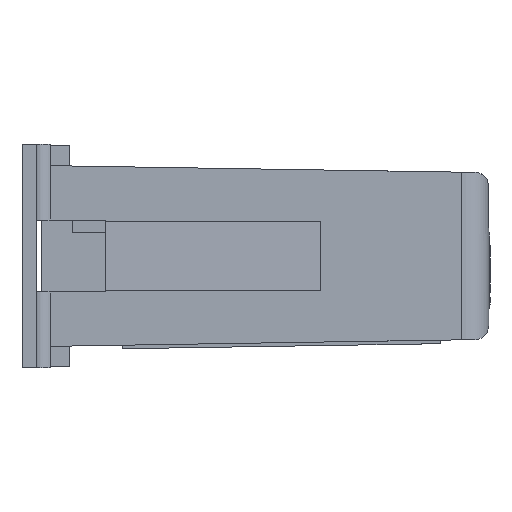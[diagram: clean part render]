
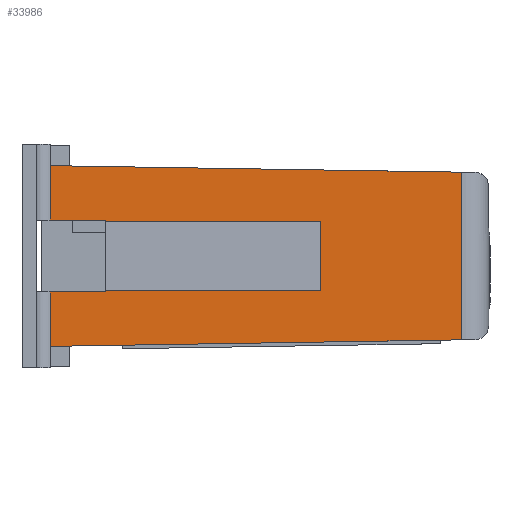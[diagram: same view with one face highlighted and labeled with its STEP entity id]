
A CAD part, left-side view. The second image highlights one B-rep face of the part: STEP entity #33986.
In plain terms, the highlighted planar face has unit normal (-1, -0.012, 0).
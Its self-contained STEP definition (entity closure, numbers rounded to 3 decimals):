
#539 = VERTEX_POINT ( 'NONE', #23265 ) ;
#1991 = CARTESIAN_POINT ( 'NONE',  ( -12.099, 1.976, 1.994 ) ) ;
#1992 = ORIENTED_EDGE ( 'NONE', *, *, #17853, .T. ) ;
#3639 = DIRECTION ( 'NONE',  ( 0.012, -1., 0. ) ) ;
#4376 = CARTESIAN_POINT ( 'NONE',  ( -12.402, 27.534, 16.05 ) ) ;
#5883 = VERTEX_POINT ( 'NONE', #63592 ) ;
#6135 = DIRECTION ( 'NONE',  ( 0.012, -1., 0.016 ) ) ;
#6139 = CARTESIAN_POINT ( 'NONE',  ( -12.402, 27.534, 16.05 ) ) ;
#6327 = EDGE_CURVE ( 'NONE', #90252, #86396, #35978, .T. ) ;
#7382 = DIRECTION ( 'NONE',  ( 0.012, -1., 0. ) ) ;
#11776 = DIRECTION ( 'NONE',  ( -0.012, 1., 0.016 ) ) ;
#14147 = CARTESIAN_POINT ( 'NONE',  ( -12.075, 0., 16.05 ) ) ;
#15521 = VERTEX_POINT ( 'NONE', #79827 ) ;
#17455 = CARTESIAN_POINT ( 'NONE',  ( -12.075, 0.032, 14.026 ) ) ;
#17762 = LINE ( 'NONE', #74454, #51389 ) ;
#17853 = EDGE_CURVE ( 'NONE', #23535, #19467, #26549, .T. ) ;
#19467 = VERTEX_POINT ( 'NONE', #54152 ) ;
#21550 = DIRECTION ( 'NONE',  ( 0., 0., -1. ) ) ;
#23265 = CARTESIAN_POINT ( 'NONE',  ( -12.218, 12.065, 10.525 ) ) ;
#23535 = VERTEX_POINT ( 'NONE', #54104 ) ;
#24756 = ORIENTED_EDGE ( 'NONE', *, *, #63943, .T. ) ;
#26549 = LINE ( 'NONE', #4376, #35677 ) ;
#27261 = EDGE_CURVE ( 'NONE', #86396, #43593, #44891, .T. ) ;
#27990 = EDGE_CURVE ( 'NONE', #15521, #86508, #42327, .T. ) ;
#28331 = FACE_OUTER_BOUND ( 'NONE', #53384, .T. ) ;
#28386 = CARTESIAN_POINT ( 'NONE',  ( -12.075, 0., 5.435 ) ) ;
#28881 = ORIENTED_EDGE ( 'NONE', *, *, #60424, .T. ) ;
#29126 = EDGE_CURVE ( 'NONE', #69085, #15521, #86864, .T. ) ;
#29618 = DIRECTION ( 'NONE',  ( 0., 0., -1. ) ) ;
#33986 = ADVANCED_FACE ( 'NONE', ( #28331 ), #56621, .F. ) ;
#34726 = ORIENTED_EDGE ( 'NONE', *, *, #64574, .T. ) ;
#35677 = VECTOR ( 'NONE', #41144, 1000. ) ;
#35791 = CARTESIAN_POINT ( 'NONE',  ( -12.45, 31.532, 10.615 ) ) ;
#35978 = LINE ( 'NONE', #57209, #63212 ) ;
#37130 = CARTESIAN_POINT ( 'NONE',  ( -12.45, 31.532, 16.05 ) ) ;
#39411 = ORIENTED_EDGE ( 'NONE', *, *, #6327, .T. ) ;
#40147 = CARTESIAN_POINT ( 'NONE',  ( -12.45, 31.532, 1.525 ) ) ;
#41144 = DIRECTION ( 'NONE',  ( 0., 0., -1. ) ) ;
#41579 = VECTOR ( 'NONE', #6135, 1000. ) ;
#42211 = CARTESIAN_POINT ( 'NONE',  ( -12.45, 31.532, 14.525 ) ) ;
#42327 = LINE ( 'NONE', #86175, #73128 ) ;
#42942 = ORIENTED_EDGE ( 'NONE', *, *, #61625, .T. ) ;
#43254 = EDGE_CURVE ( 'NONE', #5883, #71829, #17762, .T. ) ;
#43593 = VERTEX_POINT ( 'NONE', #42211 ) ;
#44891 = LINE ( 'NONE', #17455, #86566 ) ;
#47214 = LINE ( 'NONE', #6139, #76407 ) ;
#47277 = EDGE_CURVE ( 'NONE', #539, #71829, #78153, .T. ) ;
#47342 = EDGE_CURVE ( 'NONE', #76199, #23535, #64937, .T. ) ;
#48249 = VECTOR ( 'NONE', #7382, 1000. ) ;
#49091 = LINE ( 'NONE', #70808, #41579 ) ;
#49404 = CARTESIAN_POINT ( 'NONE',  ( -12.075, 0., 10.615 ) ) ;
#49868 = CARTESIAN_POINT ( 'NONE',  ( -12.218, 12.065, 10.525 ) ) ;
#50113 = ORIENTED_EDGE ( 'NONE', *, *, #47277, .T. ) ;
#50199 = VECTOR ( 'NONE', #76400, 1000. ) ;
#51389 = VECTOR ( 'NONE', #3639, 1000. ) ;
#51496 = DIRECTION ( 'NONE',  ( 0., 0., 1. ) ) ;
#53384 = EDGE_LOOP ( 'NONE', ( #28881, #39411, #58669, #24756, #68579, #1992, #34726, #50113, #63597, #42942, #89578, #77068 ) ) ;
#54104 = CARTESIAN_POINT ( 'NONE',  ( -12.402, 27.534, 10.615 ) ) ;
#54152 = CARTESIAN_POINT ( 'NONE',  ( -12.402, 27.534, 10.525 ) ) ;
#54662 = LINE ( 'NONE', #90995, #50199 ) ;
#56621 = PLANE ( 'NONE',  #68122 ) ;
#57151 = DIRECTION ( 'NONE',  ( -0.012, 1., 0. ) ) ;
#57209 = CARTESIAN_POINT ( 'NONE',  ( -12.099, 1.976, 16.05 ) ) ;
#58669 = ORIENTED_EDGE ( 'NONE', *, *, #27261, .T. ) ;
#60424 = EDGE_CURVE ( 'NONE', #86508, #90252, #49091, .T. ) ;
#61625 = EDGE_CURVE ( 'NONE', #5883, #69085, #47214, .T. ) ;
#63212 = VECTOR ( 'NONE', #51496, 1000. ) ;
#63592 = CARTESIAN_POINT ( 'NONE',  ( -12.402, 27.534, 5.525 ) ) ;
#63597 = ORIENTED_EDGE ( 'NONE', *, *, #43254, .F. ) ;
#63708 = VECTOR ( 'NONE', #29618, 1000. ) ;
#63943 = EDGE_CURVE ( 'NONE', #43593, #76199, #66841, .T. ) ;
#64574 = EDGE_CURVE ( 'NONE', #19467, #539, #54662, .T. ) ;
#64937 = LINE ( 'NONE', #49404, #48249 ) ;
#66841 = LINE ( 'NONE', #37130, #63708 ) ;
#67412 = CARTESIAN_POINT ( 'NONE',  ( -12.402, 27.534, 5.435 ) ) ;
#68024 = CARTESIAN_POINT ( 'NONE',  ( -12.099, 1.976, 14.056 ) ) ;
#68122 = AXIS2_PLACEMENT_3D ( 'NONE', #14147, #78784, #85390 ) ;
#68579 = ORIENTED_EDGE ( 'NONE', *, *, #47342, .T. ) ;
#69085 = VERTEX_POINT ( 'NONE', #67412 ) ;
#70808 = CARTESIAN_POINT ( 'NONE',  ( -12.072, -0.222, 2.029 ) ) ;
#71829 = VERTEX_POINT ( 'NONE', #82502 ) ;
#73128 = VECTOR ( 'NONE', #21550, 1000. ) ;
#74454 = CARTESIAN_POINT ( 'NONE',  ( -12.402, 27.534, 5.525 ) ) ;
#76005 = DIRECTION ( 'NONE',  ( 0., 0., -1. ) ) ;
#76199 = VERTEX_POINT ( 'NONE', #35791 ) ;
#76400 = DIRECTION ( 'NONE',  ( 0.012, -1., 0. ) ) ;
#76407 = VECTOR ( 'NONE', #76005, 1000. ) ;
#77068 = ORIENTED_EDGE ( 'NONE', *, *, #27990, .T. ) ;
#78153 = LINE ( 'NONE', #49868, #79847 ) ;
#78784 = DIRECTION ( 'NONE',  ( 1., 0.012, 0. ) ) ;
#79566 = DIRECTION ( 'NONE',  ( 0., 0., -1. ) ) ;
#79827 = CARTESIAN_POINT ( 'NONE',  ( -12.45, 31.532, 5.435 ) ) ;
#79847 = VECTOR ( 'NONE', #79566, 1000. ) ;
#82502 = CARTESIAN_POINT ( 'NONE',  ( -12.218, 12.065, 5.525 ) ) ;
#83620 = VECTOR ( 'NONE', #57151, 1000. ) ;
#85390 = DIRECTION ( 'NONE',  ( -0.012, 1., 0. ) ) ;
#86175 = CARTESIAN_POINT ( 'NONE',  ( -12.45, 31.532, 16.05 ) ) ;
#86396 = VERTEX_POINT ( 'NONE', #68024 ) ;
#86508 = VERTEX_POINT ( 'NONE', #40147 ) ;
#86566 = VECTOR ( 'NONE', #11776, 1000. ) ;
#86864 = LINE ( 'NONE', #28386, #83620 ) ;
#89578 = ORIENTED_EDGE ( 'NONE', *, *, #29126, .T. ) ;
#90252 = VERTEX_POINT ( 'NONE', #1991 ) ;
#90995 = CARTESIAN_POINT ( 'NONE',  ( -12.402, 27.534, 10.525 ) ) ;
